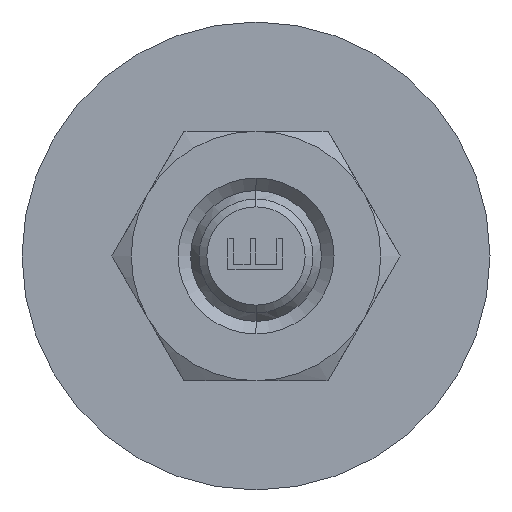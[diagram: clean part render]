
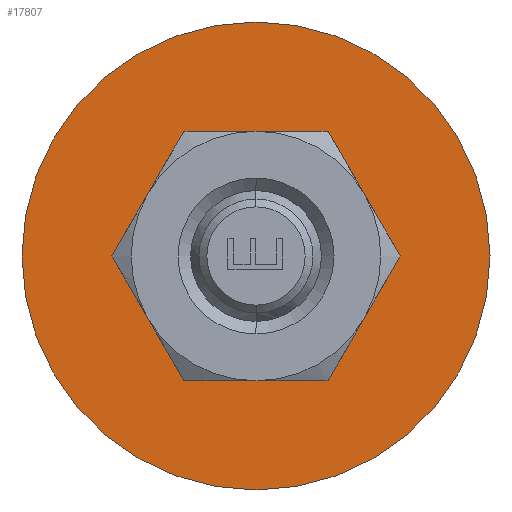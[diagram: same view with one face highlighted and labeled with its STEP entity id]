
A CAD part, left-side view. The second image highlights one B-rep face of the part: STEP entity #17807.
In plain terms, the highlighted face is planar.
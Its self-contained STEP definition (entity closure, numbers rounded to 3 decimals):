
#88 = EDGE_CURVE ( 'NONE', #16350, #1509, #6302, .T. ) ;
#999 = AXIS2_PLACEMENT_3D ( 'NONE', #1492, #3036, #14235 ) ;
#1067 = EDGE_CURVE ( 'NONE', #1509, #16350, #5538, .T. ) ;
#1409 = FACE_OUTER_BOUND ( 'NONE', #8835, .T. ) ;
#1492 = CARTESIAN_POINT ( 'NONE',  ( 0., 0., 0. ) ) ;
#1509 = VERTEX_POINT ( 'NONE', #16820 ) ;
#1874 = AXIS2_PLACEMENT_3D ( 'NONE', #12093, #18392, #5714 ) ;
#3036 = DIRECTION ( 'NONE',  ( 0., 0., 1. ) ) ;
#3060 = CIRCLE ( 'NONE', #1874, 5.25 ) ;
#3491 = EDGE_LOOP ( 'NONE', ( #10302, #3736 ) ) ;
#3736 = ORIENTED_EDGE ( 'NONE', *, *, #12710, .T. ) ;
#5075 = AXIS2_PLACEMENT_3D ( 'NONE', #12223, #15524, #17090 ) ;
#5375 = DIRECTION ( 'NONE',  ( 1., 0., 0. ) ) ;
#5452 = AXIS2_PLACEMENT_3D ( 'NONE', #15041, #7035, #5375 ) ;
#5538 = CIRCLE ( 'NONE', #5452, 15. ) ;
#5714 = DIRECTION ( 'NONE',  ( 1., 0., 0. ) ) ;
#6302 = CIRCLE ( 'NONE', #5075, 15. ) ;
#6313 = VERTEX_POINT ( 'NONE', #12500 ) ;
#6562 = CIRCLE ( 'NONE', #999, 5.25 ) ;
#6889 = FACE_BOUND ( 'NONE', #3491, .T. ) ;
#7035 = DIRECTION ( 'NONE',  ( 0., 0., 1. ) ) ;
#7305 = AXIS2_PLACEMENT_3D ( 'NONE', #9153, #18614, #12169 ) ;
#7393 = PLANE ( 'NONE',  #7305 ) ;
#8835 = EDGE_LOOP ( 'NONE', ( #9704, #15320 ) ) ;
#9153 = CARTESIAN_POINT ( 'NONE',  ( 0., 0., 0. ) ) ;
#9704 = ORIENTED_EDGE ( 'NONE', *, *, #1067, .F. ) ;
#10302 = ORIENTED_EDGE ( 'NONE', *, *, #16742, .T. ) ;
#10663 = CARTESIAN_POINT ( 'NONE',  ( -5.25, 0., 0. ) ) ;
#12093 = CARTESIAN_POINT ( 'NONE',  ( 0., 0., 0. ) ) ;
#12169 = DIRECTION ( 'NONE',  ( 1., 0., 0. ) ) ;
#12223 = CARTESIAN_POINT ( 'NONE',  ( 0., 0., 0. ) ) ;
#12500 = CARTESIAN_POINT ( 'NONE',  ( 5.25, 0., 0. ) ) ;
#12710 = EDGE_CURVE ( 'NONE', #6313, #18929, #6562, .T. ) ;
#14235 = DIRECTION ( 'NONE',  ( 1., 0., 0. ) ) ;
#15041 = CARTESIAN_POINT ( 'NONE',  ( 0., 0., 0. ) ) ;
#15320 = ORIENTED_EDGE ( 'NONE', *, *, #88, .F. ) ;
#15524 = DIRECTION ( 'NONE',  ( 0., 0., 1. ) ) ;
#16350 = VERTEX_POINT ( 'NONE', #20212 ) ;
#16742 = EDGE_CURVE ( 'NONE', #18929, #6313, #3060, .T. ) ;
#16820 = CARTESIAN_POINT ( 'NONE',  ( -15., 0., 0. ) ) ;
#17090 = DIRECTION ( 'NONE',  ( 1., 0., 0. ) ) ;
#17807 = ADVANCED_FACE ( 'NONE', ( #1409, #6889 ), #7393, .F. ) ;
#18392 = DIRECTION ( 'NONE',  ( 0., 0., 1. ) ) ;
#18614 = DIRECTION ( 'NONE',  ( 0., 0., 1. ) ) ;
#18929 = VERTEX_POINT ( 'NONE', #10663 ) ;
#20212 = CARTESIAN_POINT ( 'NONE',  ( 15., 0., 0. ) ) ;
